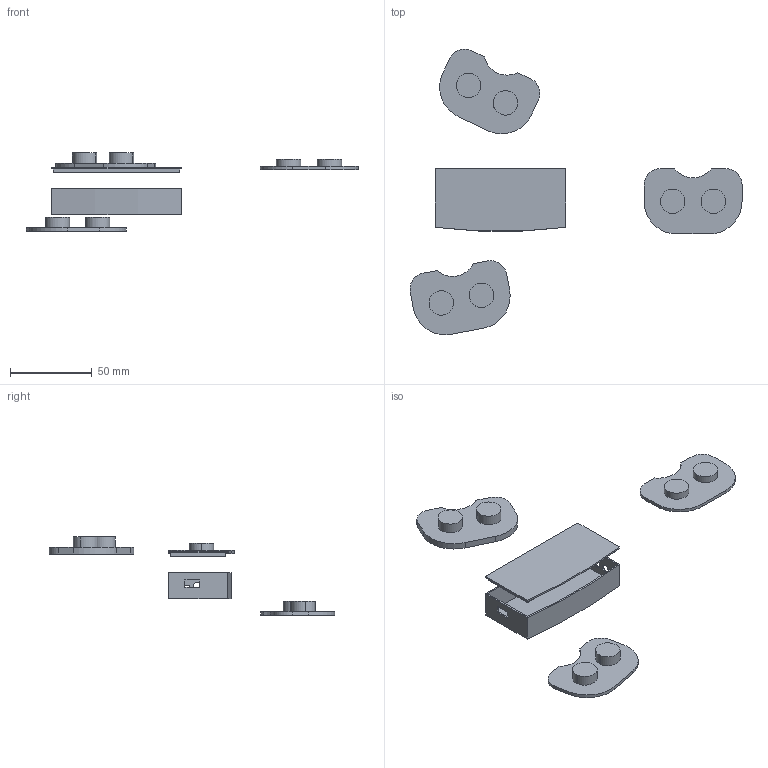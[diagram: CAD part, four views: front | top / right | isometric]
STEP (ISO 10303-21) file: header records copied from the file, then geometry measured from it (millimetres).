
FILE_DESCRIPTION (( 'STEP AP214' ), '1' );
FILE_NAME ('儂迮碟.STEP', '2024-04-11T10:15:36', ( '' ), ( '' ), 'SwSTEP 2.0', 'SolidWorks 2024', '' );
FILE_SCHEMA (( 'AUTOMOTIVE_DESIGN' ));
Length unit declared in the file: millimetre
Products named in the file (6): 1mm垫片; 4.0; 2mm; 4mm; 机械盒; 4.2
Assembly tree (5 placements, depth 2):
  机械盒
    4.0
    4.2
    1mm垫片
    2mm
    4mm
Bounding box: 203.33 x 174.91 x 47.92 mm (x, y, z)
Volume: 32675.3 mm3; surface area: 35665.5 mm2
Topology: 5 solids, 5 shells, 97 faces, 234 edges, 156 vertices
Faces by surface type: plane 59, cylinder 38
Entity records: 3055 total; most frequent: DIRECTION 520, CARTESIAN_POINT 495, ORIENTED_EDGE 468, EDGE_CURVE 234, AXIS2_PLACEMENT_3D 181, VECTOR 158, LINE 158, VERTEX_POINT 156
